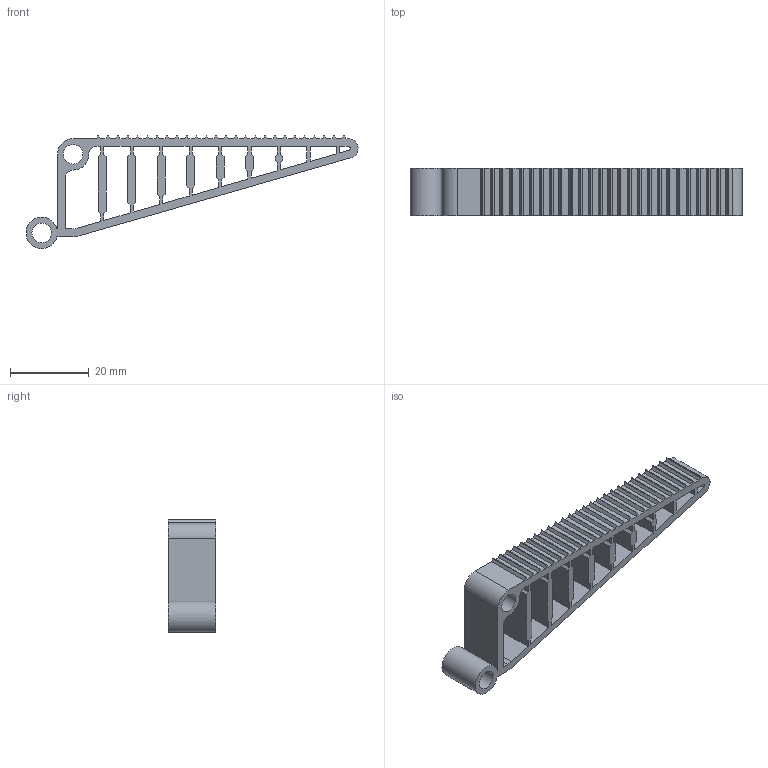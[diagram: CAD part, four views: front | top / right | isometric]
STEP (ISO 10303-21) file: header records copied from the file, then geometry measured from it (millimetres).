
FILE_DESCRIPTION(/* description */ (''),/* implementation_level */ '2;1');
FILE_NAME(/* name */ 'BRAÇO ROBÓTICO - Garra A1_ipt_2e13df14.STEP',/* time_stamp */ '2023-09-21T12:22:25-03:00',/* author */ ('Araújo, I.'),/* organization */ (''),/* preprocessor_version */ 'ST-DEVELOPER v18.1',/* originating_system */ 'Autodesk Inventor 2021',/* authorisation */ '');
FILE_SCHEMA (('AUTOMOTIVE_DESIGN { 1 0 10303 214 3 1 1 }'));
Length unit declared in the file: millimetre
Products named in the file (1): BRAÇO ROBÓTICO - Garra A1
Bounding box: 84.5 x 12 x 28.8 mm (x, y, z)
Volume: 6588.8 mm3; surface area: 8334.6 mm2
Topology: 1 solids, 1 shells, 224 faces, 666 edges, 444 vertices
Faces by surface type: plane 187, cylinder 37
Full cylindrical faces by diameter (mm): 5 x2
Entity records: 7513 total; most frequent: CARTESIAN_POINT 1335, ORIENTED_EDGE 1332, DIRECTION 1190, EDGE_CURVE 666, LINE 592, VECTOR 592, VERTEX_POINT 444, AXIS2_PLACEMENT_3D 299
